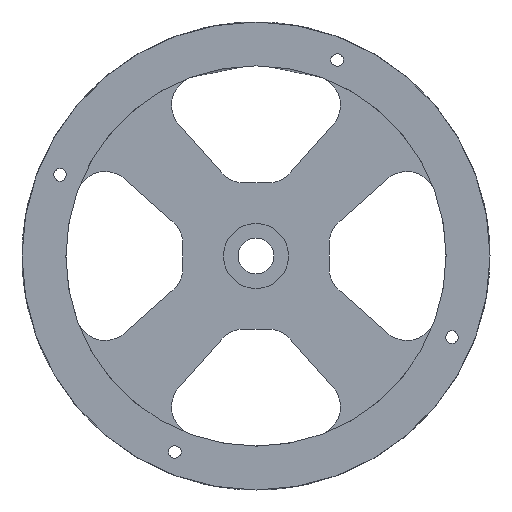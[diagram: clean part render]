
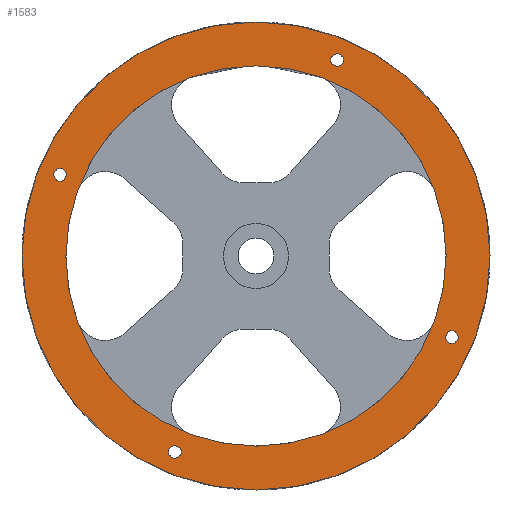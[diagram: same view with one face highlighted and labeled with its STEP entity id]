
A CAD part, front view. The second image highlights one B-rep face of the part: STEP entity #1583.
In plain terms, the highlighted planar face has unit normal (0, -1, 0).
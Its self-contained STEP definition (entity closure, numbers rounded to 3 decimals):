
#19=PLANE('',#1756);
#66=FACE_BOUND('',#194,.T.);
#67=FACE_BOUND('',#195,.T.);
#68=FACE_BOUND('',#196,.T.);
#69=FACE_BOUND('',#197,.T.);
#70=FACE_BOUND('',#198,.T.);
#98=FACE_OUTER_BOUND('',#193,.T.);
#193=EDGE_LOOP('',(#1225));
#194=EDGE_LOOP('',(#1226,#1227));
#195=EDGE_LOOP('',(#1228,#1229));
#196=EDGE_LOOP('',(#1230,#1231));
#197=EDGE_LOOP('',(#1232,#1233));
#198=EDGE_LOOP('',(#1234,#1235));
#296=CIRCLE('',#1689,65.);
#297=CIRCLE('',#1690,65.);
#360=CIRCLE('',#1757,80.);
#361=CIRCLE('',#1758,2.15);
#362=CIRCLE('',#1759,2.15);
#363=CIRCLE('',#1760,2.15);
#364=CIRCLE('',#1761,2.15);
#365=CIRCLE('',#1762,2.15);
#366=CIRCLE('',#1763,2.15);
#367=CIRCLE('',#1764,2.15);
#368=CIRCLE('',#1765,2.15);
#654=VERTEX_POINT('',#2571);
#655=VERTEX_POINT('',#2573);
#765=VERTEX_POINT('',#2808);
#766=VERTEX_POINT('',#2810);
#767=VERTEX_POINT('',#2811);
#768=VERTEX_POINT('',#2814);
#769=VERTEX_POINT('',#2815);
#770=VERTEX_POINT('',#2818);
#771=VERTEX_POINT('',#2819);
#772=VERTEX_POINT('',#2822);
#773=VERTEX_POINT('',#2823);
#832=EDGE_CURVE('',#655,#654,#296,.T.);
#833=EDGE_CURVE('',#654,#655,#297,.T.);
#953=EDGE_CURVE('',#765,#765,#360,.T.);
#954=EDGE_CURVE('',#766,#767,#361,.T.);
#955=EDGE_CURVE('',#767,#766,#362,.T.);
#956=EDGE_CURVE('',#768,#769,#363,.T.);
#957=EDGE_CURVE('',#769,#768,#364,.T.);
#958=EDGE_CURVE('',#770,#771,#365,.T.);
#959=EDGE_CURVE('',#771,#770,#366,.T.);
#960=EDGE_CURVE('',#772,#773,#367,.T.);
#961=EDGE_CURVE('',#773,#772,#368,.T.);
#1225=ORIENTED_EDGE('',*,*,#953,.F.);
#1226=ORIENTED_EDGE('',*,*,#832,.T.);
#1227=ORIENTED_EDGE('',*,*,#833,.T.);
#1228=ORIENTED_EDGE('',*,*,#954,.T.);
#1229=ORIENTED_EDGE('',*,*,#955,.T.);
#1230=ORIENTED_EDGE('',*,*,#956,.T.);
#1231=ORIENTED_EDGE('',*,*,#957,.T.);
#1232=ORIENTED_EDGE('',*,*,#958,.T.);
#1233=ORIENTED_EDGE('',*,*,#959,.T.);
#1234=ORIENTED_EDGE('',*,*,#960,.T.);
#1235=ORIENTED_EDGE('',*,*,#961,.T.);
#1583=ADVANCED_FACE('',(#98,#66,#67,#68,#69,#70),#19,.F.);
#1689=AXIS2_PLACEMENT_3D('',#2574,#1920,#1921);
#1690=AXIS2_PLACEMENT_3D('',#2575,#1922,#1923);
#1756=AXIS2_PLACEMENT_3D('',#2807,#2111,#2112);
#1757=AXIS2_PLACEMENT_3D('',#2809,#2113,#2114);
#1758=AXIS2_PLACEMENT_3D('',#2812,#2115,#2116);
#1759=AXIS2_PLACEMENT_3D('',#2813,#2117,#2118);
#1760=AXIS2_PLACEMENT_3D('',#2816,#2119,#2120);
#1761=AXIS2_PLACEMENT_3D('',#2817,#2121,#2122);
#1762=AXIS2_PLACEMENT_3D('',#2820,#2123,#2124);
#1763=AXIS2_PLACEMENT_3D('',#2821,#2125,#2126);
#1764=AXIS2_PLACEMENT_3D('',#2824,#2127,#2128);
#1765=AXIS2_PLACEMENT_3D('',#2825,#2129,#2130);
#1920=DIRECTION('center_axis',(0.,1.,0.));
#1921=DIRECTION('ref_axis',(0.,0.,1.));
#1922=DIRECTION('center_axis',(0.,1.,0.));
#1923=DIRECTION('ref_axis',(0.,0.,1.));
#2111=DIRECTION('center_axis',(0.,1.,0.));
#2112=DIRECTION('ref_axis',(0.,0.,1.));
#2113=DIRECTION('center_axis',(0.,1.,0.));
#2114=DIRECTION('ref_axis',(0.,0.,1.));
#2115=DIRECTION('center_axis',(0.,1.,0.));
#2116=DIRECTION('ref_axis',(0.,0.,1.));
#2117=DIRECTION('center_axis',(0.,1.,0.));
#2118=DIRECTION('ref_axis',(0.,0.,1.));
#2119=DIRECTION('center_axis',(0.,1.,0.));
#2120=DIRECTION('ref_axis',(0.,0.,1.));
#2121=DIRECTION('center_axis',(0.,1.,0.));
#2122=DIRECTION('ref_axis',(0.,0.,1.));
#2123=DIRECTION('center_axis',(0.,1.,0.));
#2124=DIRECTION('ref_axis',(0.,0.,1.));
#2125=DIRECTION('center_axis',(0.,1.,0.));
#2126=DIRECTION('ref_axis',(0.,0.,1.));
#2127=DIRECTION('center_axis',(0.,1.,0.));
#2128=DIRECTION('ref_axis',(0.,0.,1.));
#2129=DIRECTION('center_axis',(0.,1.,0.));
#2130=DIRECTION('ref_axis',(0.,0.,1.));
#2571=CARTESIAN_POINT('',(0.,0.,65.));
#2573=CARTESIAN_POINT('',(11.35,0.,-64.001));
#2574=CARTESIAN_POINT('Origin',(0.,0.,0.));
#2575=CARTESIAN_POINT('Origin',(0.,0.,0.));
#2807=CARTESIAN_POINT('Origin',(0.,0.,0.));
#2808=CARTESIAN_POINT('',(0.,0.,80.));
#2809=CARTESIAN_POINT('Origin',(0.,0.,0.));
#2810=CARTESIAN_POINT('',(-66.981,0.,29.895));
#2811=CARTESIAN_POINT('',(-66.981,0.,25.595));
#2812=CARTESIAN_POINT('Origin',(-66.981,0.,27.745));
#2813=CARTESIAN_POINT('Origin',(-66.981,0.,27.745));
#2814=CARTESIAN_POINT('',(-27.745,0.,-64.831));
#2815=CARTESIAN_POINT('',(-27.745,0.,-69.131));
#2816=CARTESIAN_POINT('Origin',(-27.745,0.,-66.981));
#2817=CARTESIAN_POINT('Origin',(-27.745,0.,-66.981));
#2818=CARTESIAN_POINT('',(66.981,0.,-25.595));
#2819=CARTESIAN_POINT('',(66.981,0.,-29.895));
#2820=CARTESIAN_POINT('Origin',(66.981,0.,-27.745));
#2821=CARTESIAN_POINT('Origin',(66.981,0.,-27.745));
#2822=CARTESIAN_POINT('',(27.745,0.,69.131));
#2823=CARTESIAN_POINT('',(27.745,0.,64.831));
#2824=CARTESIAN_POINT('Origin',(27.745,0.,66.981));
#2825=CARTESIAN_POINT('Origin',(27.745,0.,66.981));
